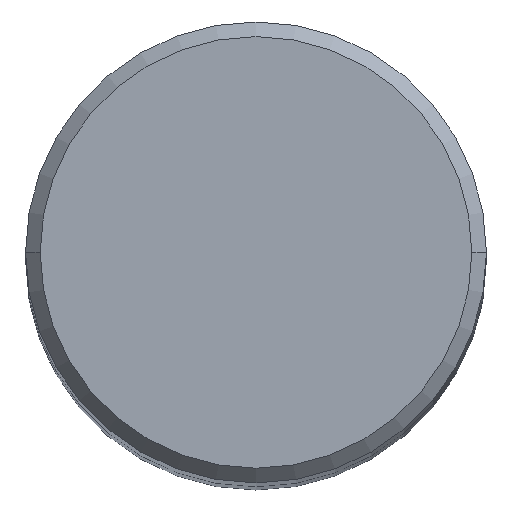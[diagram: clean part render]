
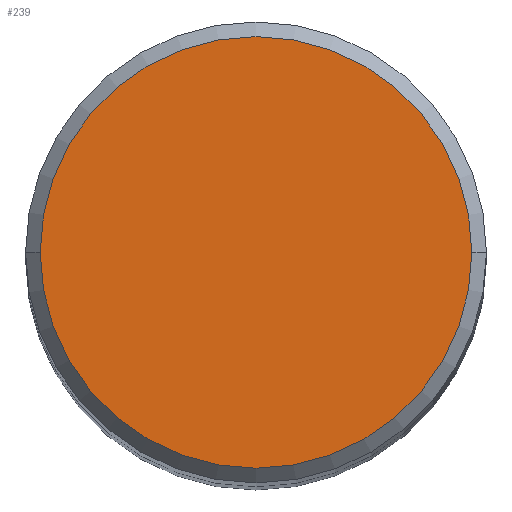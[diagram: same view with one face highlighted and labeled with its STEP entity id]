
A CAD part, top view. The second image highlights one B-rep face of the part: STEP entity #239.
In plain terms, the highlighted planar face has unit normal (0, 0, 1).
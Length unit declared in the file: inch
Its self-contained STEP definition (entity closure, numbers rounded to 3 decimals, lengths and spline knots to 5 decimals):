
#14 = CARTESIAN_POINT ( 'NONE',  ( -0.29495, 0., 0. ) ) ;
#30 = DIRECTION ( 'NONE',  ( 1., 0., 0. ) ) ;
#45 = AXIS2_PLACEMENT_3D ( 'NONE', #372, #408, #30 ) ;
#146 = PLANE ( 'NONE',  #230 ) ;
#150 = CARTESIAN_POINT ( 'NONE',  ( 0., 0., 0. ) ) ;
#152 = DIRECTION ( 'NONE',  ( 1., 0., 0. ) ) ;
#156 = CIRCLE ( 'NONE', #45, 0.29495 ) ;
#172 = FACE_OUTER_BOUND ( 'NONE', #189, .T. ) ;
#178 = CIRCLE ( 'NONE', #266, 0.29495 ) ;
#189 = EDGE_LOOP ( 'NONE', ( #322, #320 ) ) ;
#191 = VERTEX_POINT ( 'NONE', #14 ) ;
#209 = DIRECTION ( 'NONE',  ( 0., 0., -1. ) ) ;
#216 = EDGE_CURVE ( 'NONE', #191, #244, #178, .T. ) ;
#230 = AXIS2_PLACEMENT_3D ( 'NONE', #271, #209, #395 ) ;
#239 = ADVANCED_FACE ( 'NONE', ( #172 ), #146, .F. ) ;
#244 = VERTEX_POINT ( 'NONE', #399 ) ;
#266 = AXIS2_PLACEMENT_3D ( 'NONE', #150, #404, #152 ) ;
#271 = CARTESIAN_POINT ( 'NONE',  ( 0., 0.29495, 0. ) ) ;
#320 = ORIENTED_EDGE ( 'NONE', *, *, #328, .T. ) ;
#322 = ORIENTED_EDGE ( 'NONE', *, *, #216, .T. ) ;
#328 = EDGE_CURVE ( 'NONE', #244, #191, #156, .T. ) ;
#372 = CARTESIAN_POINT ( 'NONE',  ( 0., 0., 0. ) ) ;
#395 = DIRECTION ( 'NONE',  ( -1., 0., 0. ) ) ;
#399 = CARTESIAN_POINT ( 'NONE',  ( 0.29495, 0., 0. ) ) ;
#404 = DIRECTION ( 'NONE',  ( 0., 0., 1. ) ) ;
#408 = DIRECTION ( 'NONE',  ( 0., 0., 1. ) ) ;
